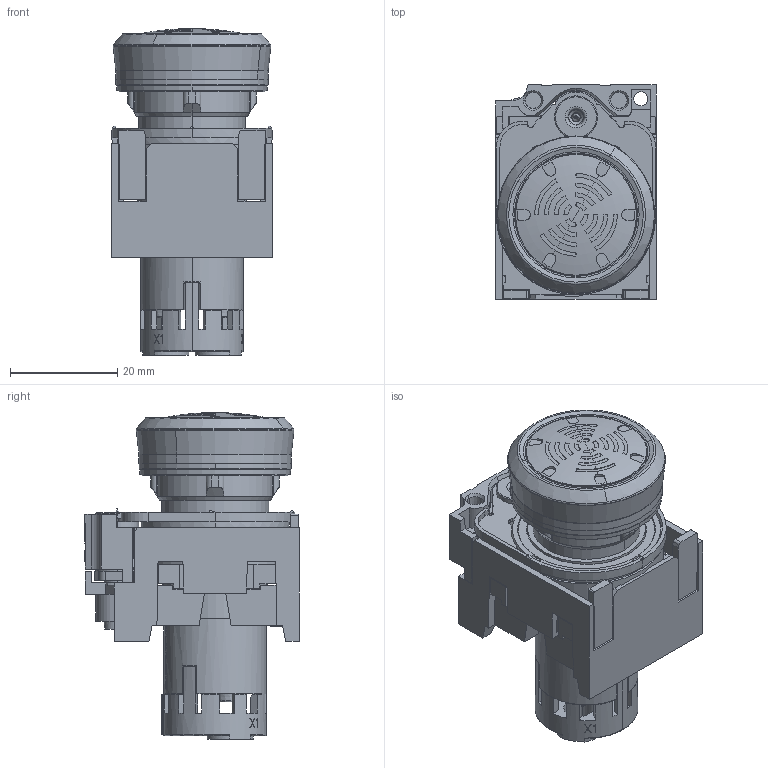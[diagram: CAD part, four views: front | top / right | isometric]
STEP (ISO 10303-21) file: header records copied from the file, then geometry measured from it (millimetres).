
FILE_DESCRIPTION(('STEP AP214'),'1');
FILE_NAME('cctmp_293A0C01-38B2-4072-BF2A-B4EBB0B997CE_2023_07_21_20_18_37_0637..stp','2023-07-21T18:18:39',('SIEMENS A&D'),('CADClick - www.CADClick.com'),'Spatial InterOp 3D postprocessed',' ','unknown authorization');
FILE_SCHEMA(('AUTOMOTIVE_DESIGN'));
Length unit declared in the file: millimetre
Products named in the file (3): cc_unnamed; 2023_07_21_20_18_37_0572; 2023_07_21_20_18_37_0568
Assembly tree (2 placements, depth 2):
  cc_unnamed
    2023_07_21_20_18_37_0572
    2023_07_21_20_18_37_0568
Bounding box: 30 x 40.02 x 61 mm (x, y, z)
Volume: 32213.1 mm3; surface area: 21055.7 mm2
Topology: 2 solids, 3 shells, 1922 faces, 5508 edges, 3651 vertices
Faces by surface type: plane 1515, cylinder 299, cone 64, torus 36, bspline 4, sphere 2, revolution 2
Entity records: 69987 total; most frequent: CARTESIAN_POINT 12271, ORIENTED_EDGE 11008, DIRECTION 10912, EDGE_CURVE 5504, VERTEX_POINT 3651, LINE 3650, VECTOR 3650, AXIS2_PLACEMENT_3D 3630
